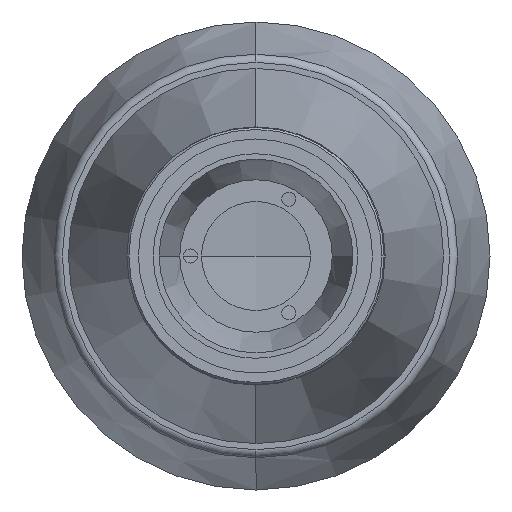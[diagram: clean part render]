
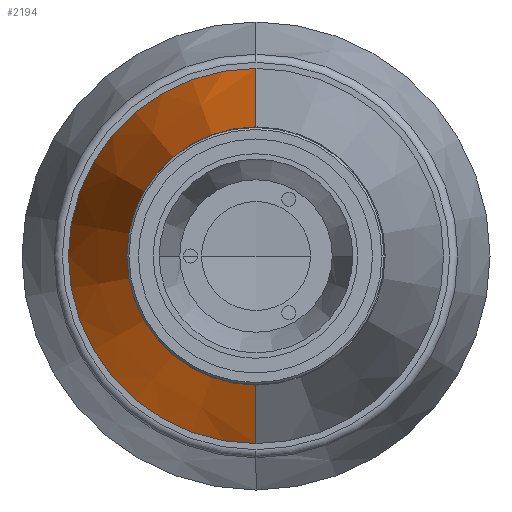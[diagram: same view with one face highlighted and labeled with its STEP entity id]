
A CAD part, left-side view. The second image highlights one B-rep face of the part: STEP entity #2194.
In plain terms, the highlighted conical face has half-angle 13.358 degrees and reference radius 46.5 mm.
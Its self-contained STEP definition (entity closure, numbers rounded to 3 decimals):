
#125 = DIRECTION ( 'NONE',  ( 1., 0., 0. ) ) ;
#136 = DIRECTION ( 'NONE',  ( 0., 0., -1. ) ) ;
#163 = CARTESIAN_POINT ( 'NONE',  ( 199.324, 0., 0. ) ) ;
#359 = FACE_OUTER_BOUND ( 'NONE', #1526, .T. ) ;
#395 = VECTOR ( 'NONE', #2035, 1000. ) ;
#398 = LINE ( 'NONE', #2048, #395 ) ;
#405 = VECTOR ( 'NONE', #2084, 1000. ) ;
#410 = CIRCLE ( 'NONE', #1042, 46.5 ) ;
#412 = AXIS2_PLACEMENT_3D ( 'NONE', #163, #125, #136 ) ;
#418 = LINE ( 'NONE', #2070, #405 ) ;
#577 = CARTESIAN_POINT ( 'NONE',  ( 85.375, 0., 19.441 ) ) ;
#580 = CIRCLE ( 'NONE', #1129, 19.441 ) ;
#631 = EDGE_CURVE ( 'NONE', #1474, #906, #580, .T. ) ;
#670 = CARTESIAN_POINT ( 'NONE',  ( 199.324, 0., 46.5 ) ) ;
#732 = CONICAL_SURFACE ( 'NONE', #412, 46.5, 0.233 ) ;
#753 = CARTESIAN_POINT ( 'NONE',  ( 199.324, 0., -46.5 ) ) ;
#769 = CARTESIAN_POINT ( 'NONE',  ( 85.375, 0., 0. ) ) ;
#775 = DIRECTION ( 'NONE',  ( 0., 0., -1. ) ) ;
#780 = DIRECTION ( 'NONE',  ( 1., 0., 0. ) ) ;
#878 = ORIENTED_EDGE ( 'NONE', *, *, #1652, .T. ) ;
#880 = ORIENTED_EDGE ( 'NONE', *, *, #631, .T. ) ;
#906 = VERTEX_POINT ( 'NONE', #577 ) ;
#1007 = ORIENTED_EDGE ( 'NONE', *, *, #1656, .F. ) ;
#1013 = ORIENTED_EDGE ( 'NONE', *, *, #1645, .T. ) ;
#1042 = AXIS2_PLACEMENT_3D ( 'NONE', #2046, #2044, #2037 ) ;
#1129 = AXIS2_PLACEMENT_3D ( 'NONE', #769, #780, #775 ) ;
#1474 = VERTEX_POINT ( 'NONE', #2189 ) ;
#1526 = EDGE_LOOP ( 'NONE', ( #880, #1013, #878, #1007 ) ) ;
#1645 = EDGE_CURVE ( 'NONE', #906, #2049, #418, .T. ) ;
#1652 = EDGE_CURVE ( 'NONE', #2049, #2009, #410, .T. ) ;
#1656 = EDGE_CURVE ( 'NONE', #1474, #2009, #398, .T. ) ;
#2009 = VERTEX_POINT ( 'NONE', #753 ) ;
#2035 = DIRECTION ( 'NONE',  ( 0.973, 0., -0.231 ) ) ;
#2037 = DIRECTION ( 'NONE',  ( 0., 0., 1. ) ) ;
#2044 = DIRECTION ( 'NONE',  ( -1., 0., 0. ) ) ;
#2046 = CARTESIAN_POINT ( 'NONE',  ( 199.324, 0., 0. ) ) ;
#2048 = CARTESIAN_POINT ( 'NONE',  ( 199.324, 0., -46.5 ) ) ;
#2049 = VERTEX_POINT ( 'NONE', #670 ) ;
#2070 = CARTESIAN_POINT ( 'NONE',  ( 199.324, 0., 46.5 ) ) ;
#2084 = DIRECTION ( 'NONE',  ( 0.973, 0., 0.231 ) ) ;
#2189 = CARTESIAN_POINT ( 'NONE',  ( 85.375, 0., -19.441 ) ) ;
#2194 = ADVANCED_FACE ( 'NONE', ( #359 ), #732, .T. ) ;
